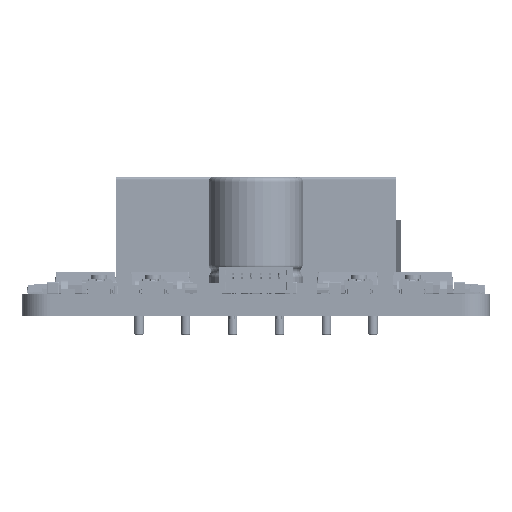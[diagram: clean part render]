
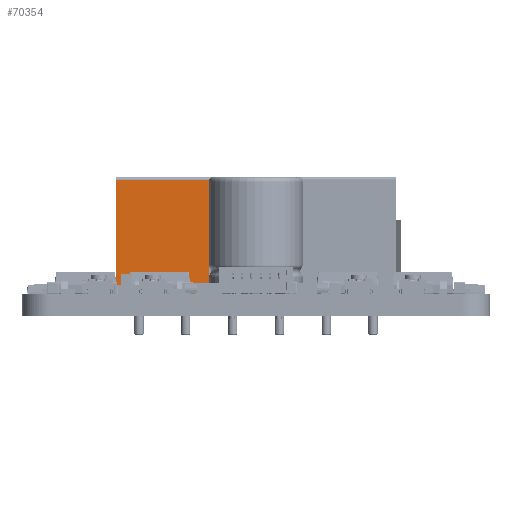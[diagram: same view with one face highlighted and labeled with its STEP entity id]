
A CAD part, front view. The second image highlights one B-rep face of the part: STEP entity #70354.
In plain terms, the highlighted face is planar.
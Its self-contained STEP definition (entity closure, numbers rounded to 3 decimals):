
#70182 = VERTEX_POINT('',#70183);
#70183 = CARTESIAN_POINT('',(0.,12.2,22.5));
#70190 = EDGE_CURVE('',#70191,#70182,#70193,.T.);
#70191 = VERTEX_POINT('',#70192);
#70192 = CARTESIAN_POINT('',(0.,0.,
    22.5));
#70193 = LINE('',#70194,#70195);
#70194 = CARTESIAN_POINT('',(0.,8.2,22.5));
#70195 = VECTOR('',#70196,1.);
#70196 = DIRECTION('',(0.,1.,0.));
#70223 = VERTEX_POINT('',#70224);
#70224 = CARTESIAN_POINT('',(0.,12.2,12.5));
#70231 = EDGE_CURVE('',#70182,#70223,#70232,.T.);
#70232 = LINE('',#70233,#70234);
#70233 = CARTESIAN_POINT('',(0.,12.2,22.5));
#70234 = VECTOR('',#70235,1.);
#70235 = DIRECTION('',(0.,0.,-1.));
#70354 = ADVANCED_FACE('',(#70355),#70373,.T.);
#70355 = FACE_BOUND('',#70356,.T.);
#70356 = EDGE_LOOP('',(#70357,#70358,#70366,#70372));
#70357 = ORIENTED_EDGE('',*,*,#70231,.T.);
#70358 = ORIENTED_EDGE('',*,*,#70359,.F.);
#70359 = EDGE_CURVE('',#70360,#70223,#70362,.T.);
#70360 = VERTEX_POINT('',#70361);
#70361 = CARTESIAN_POINT('',(0.,0.,
    12.5));
#70362 = LINE('',#70363,#70364);
#70363 = CARTESIAN_POINT('',(0.,8.2,12.5));
#70364 = VECTOR('',#70365,1.);
#70365 = DIRECTION('',(0.,1.,0.));
#70366 = ORIENTED_EDGE('',*,*,#70367,.F.);
#70367 = EDGE_CURVE('',#70191,#70360,#70368,.T.);
#70368 = LINE('',#70369,#70370);
#70369 = CARTESIAN_POINT('',(0.,0.,
    22.5));
#70370 = VECTOR('',#70371,1.);
#70371 = DIRECTION('',(0.,0.,-1.));
#70372 = ORIENTED_EDGE('',*,*,#70190,.T.);
#70373 = PLANE('',#70374);
#70374 = AXIS2_PLACEMENT_3D('',#70375,#70376,#70377);
#70375 = CARTESIAN_POINT('',(0.,0.,22.5));
#70376 = DIRECTION('',(-1.,0.,0.));
#70377 = DIRECTION('',(0.,-1.,0.));
